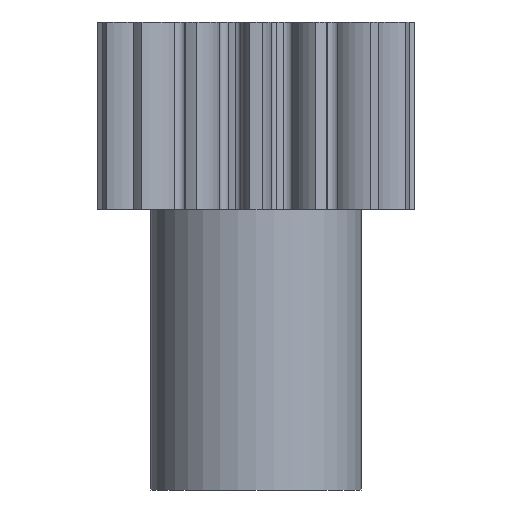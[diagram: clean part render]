
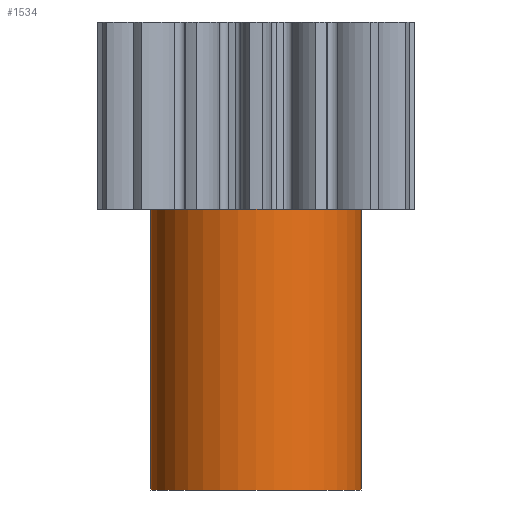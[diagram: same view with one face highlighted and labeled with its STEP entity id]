
A CAD part, front view. The second image highlights one B-rep face of the part: STEP entity #1534.
In plain terms, the highlighted cylindrical face has radius 45 mm (diameter 90 mm), a partial arc.
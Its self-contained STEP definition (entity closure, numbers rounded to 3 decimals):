
#83 = DIRECTION ( 'NONE',  ( 1., 0., 0. ) ) ;
#84 = DIRECTION ( 'NONE',  ( 0., 0., 1. ) ) ;
#86 = CARTESIAN_POINT ( 'NONE',  ( 0., 0., -120. ) ) ;
#90 = AXIS2_PLACEMENT_3D ( 'NONE', #86, #84, #83 ) ;
#91 = CIRCLE ( 'NONE', #90, 45. ) ;
#364 = CARTESIAN_POINT ( 'NONE',  ( 0., 0., -120. ) ) ;
#375 = FACE_OUTER_BOUND ( 'NONE', #1535, .T. ) ;
#377 = AXIS2_PLACEMENT_3D ( 'NONE', #364, #389, #455 ) ;
#389 = DIRECTION ( 'NONE',  ( 0., 0., 1. ) ) ;
#410 = DIRECTION ( 'NONE',  ( 0., 0., 1. ) ) ;
#411 = VECTOR ( 'NONE', #410, 1000. ) ;
#412 = CARTESIAN_POINT ( 'NONE',  ( -45., 0., -120. ) ) ;
#413 = LINE ( 'NONE', #412, #411 ) ;
#426 = DIRECTION ( 'NONE',  ( 0., 0., 1. ) ) ;
#427 = VECTOR ( 'NONE', #426, 1000. ) ;
#429 = CARTESIAN_POINT ( 'NONE',  ( 45., 0., -120. ) ) ;
#430 = LINE ( 'NONE', #429, #427 ) ;
#444 = CYLINDRICAL_SURFACE ( 'NONE', #377, 45. ) ;
#455 = DIRECTION ( 'NONE',  ( 1., 0., 0. ) ) ;
#468 = CARTESIAN_POINT ( 'NONE',  ( 45., 0., 0. ) ) ;
#477 = CARTESIAN_POINT ( 'NONE',  ( 45., 0., -120. ) ) ;
#478 = CARTESIAN_POINT ( 'NONE',  ( -45., 0., 0. ) ) ;
#585 = VERTEX_POINT ( 'NONE', #1426 ) ;
#972 = EDGE_CURVE ( 'NONE', #1596, #1603, #2971, .T. ) ;
#1207 = ORIENTED_EDGE ( 'NONE', *, *, #1618, .T. ) ;
#1244 = ORIENTED_EDGE ( 'NONE', *, *, #972, .F. ) ;
#1261 = EDGE_CURVE ( 'NONE', #585, #1590, #91, .T. ) ;
#1426 = CARTESIAN_POINT ( 'NONE',  ( -45., 0., -120. ) ) ;
#1491 = ORIENTED_EDGE ( 'NONE', *, *, #1613, .F. ) ;
#1499 = ORIENTED_EDGE ( 'NONE', *, *, #1261, .T. ) ;
#1534 = ADVANCED_FACE ( 'NONE', ( #375 ), #444, .T. ) ;
#1535 = EDGE_LOOP ( 'NONE', ( #1491, #1499, #1207, #1244 ) ) ;
#1590 = VERTEX_POINT ( 'NONE', #477 ) ;
#1596 = VERTEX_POINT ( 'NONE', #478 ) ;
#1603 = VERTEX_POINT ( 'NONE', #468 ) ;
#1613 = EDGE_CURVE ( 'NONE', #585, #1596, #413, .T. ) ;
#1618 = EDGE_CURVE ( 'NONE', #1590, #1603, #430, .T. ) ;
#2971 = CIRCLE ( 'NONE', #2975, 45. ) ;
#2973 = DIRECTION ( 'NONE',  ( 1., 0., 0. ) ) ;
#2974 = DIRECTION ( 'NONE',  ( 0., 0., 1. ) ) ;
#2975 = AXIS2_PLACEMENT_3D ( 'NONE', #2976, #2974, #2973 ) ;
#2976 = CARTESIAN_POINT ( 'NONE',  ( 0., 0., 0. ) ) ;
